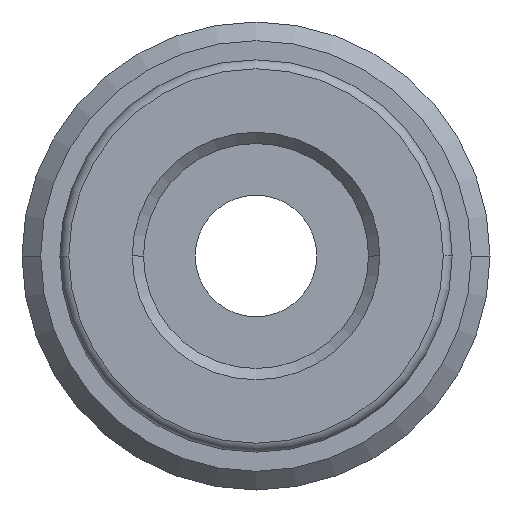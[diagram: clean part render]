
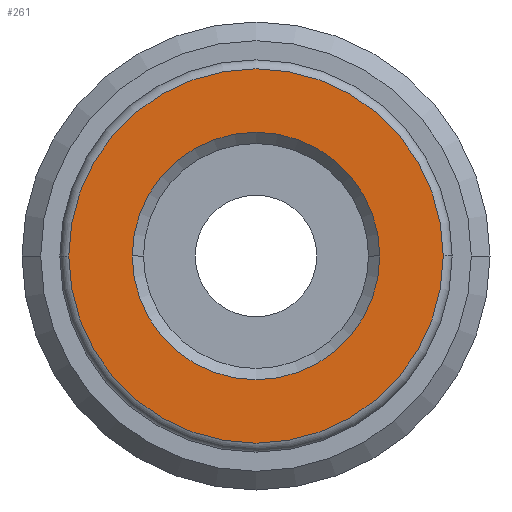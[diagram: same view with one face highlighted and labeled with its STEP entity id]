
A CAD part, front view. The second image highlights one B-rep face of the part: STEP entity #261.
In plain terms, the highlighted planar face has unit normal (0, -1, 0).
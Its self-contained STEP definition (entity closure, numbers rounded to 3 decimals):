
#261=ADVANCED_FACE('',(#530,#531),#532,.T.);
#530=FACE_BOUND('',#793,.T.);
#531=FACE_OUTER_BOUND('',#794,.T.);
#532=PLANE('',#795);
#793=EDGE_LOOP('',(#1442,#1443));
#794=EDGE_LOOP('',(#1444,#1445));
#795=AXIS2_PLACEMENT_3D('',#1446,#1447,#1448);
#1442=ORIENTED_EDGE('',*,*,#1695,.T.);
#1443=ORIENTED_EDGE('',*,*,#1705,.T.);
#1444=ORIENTED_EDGE('',*,*,#1588,.T.);
#1445=ORIENTED_EDGE('',*,*,#1711,.T.);
#1446=CARTESIAN_POINT('',(0.0,0.0,0.0));
#1447=DIRECTION('',(0.0,-1.0,0.0));
#1448=DIRECTION('',(-1.0,0.0,0.0));
#1588=EDGE_CURVE('',#1906,#1911,#1913,.T.);
#1695=EDGE_CURVE('',#2045,#2043,#2046,.T.);
#1705=EDGE_CURVE('',#2043,#2045,#2056,.T.);
#1711=EDGE_CURVE('',#1911,#1906,#2062,.T.);
#1906=VERTEX_POINT('',#2491);
#1911=VERTEX_POINT('',#2497);
#1913=CIRCLE('',#2500,4.16);
#2043=VERTEX_POINT('',#2706);
#2045=VERTEX_POINT('',#2709);
#2046=CIRCLE('',#2710,2.75);
#2056=CIRCLE('',#2721,2.75);
#2062=CIRCLE('',#2727,4.16);
#2491=CARTESIAN_POINT('',(4.16,0.0,0.0));
#2497=CARTESIAN_POINT('',(-4.16,0.0,0.));
#2500=AXIS2_PLACEMENT_3D('',#2908,#2909,#2910);
#2706=CARTESIAN_POINT('',(2.75,0.0,0.));
#2709=CARTESIAN_POINT('',(-2.75,0.0,0.));
#2710=AXIS2_PLACEMENT_3D('',#3050,#3051,#3052);
#2721=AXIS2_PLACEMENT_3D('',#3057,#3058,#3059);
#2727=AXIS2_PLACEMENT_3D('',#3063,#3064,#3065);
#2908=CARTESIAN_POINT('',(0.0,0.0,0.0));
#2909=DIRECTION('',(0.0,-1.0,0.0));
#2910=DIRECTION('',(1.0,0.0,0.0));
#3050=CARTESIAN_POINT('',(0.0,0.0,0.0));
#3051=DIRECTION('',(-0.0,1.0,0.0));
#3052=DIRECTION('',(1.0,0.0,0.0));
#3057=CARTESIAN_POINT('',(0.0,0.0,0.0));
#3058=DIRECTION('',(-0.0,1.0,0.0));
#3059=DIRECTION('',(1.0,0.0,0.0));
#3063=CARTESIAN_POINT('',(0.0,0.0,0.0));
#3064=DIRECTION('',(0.0,-1.0,0.0));
#3065=DIRECTION('',(1.0,0.0,0.0));
